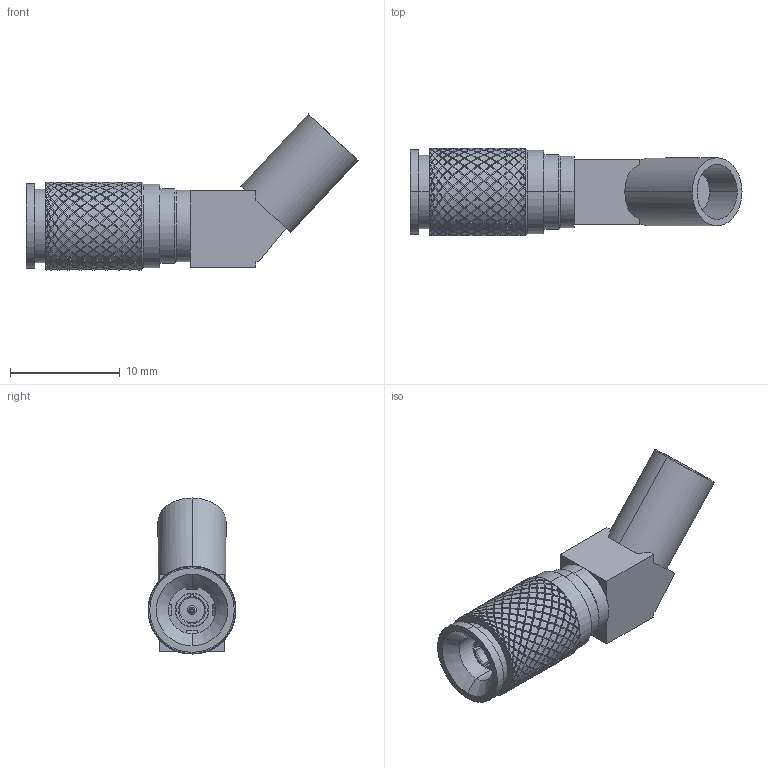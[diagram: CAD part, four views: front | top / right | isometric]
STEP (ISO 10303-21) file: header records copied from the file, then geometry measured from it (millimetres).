
FILE_DESCRIPTION((''),'2;1');
FILE_NAME('PRT0001','2021-09-09T',('Administrator'),(''),'PRO/ENGINEER BY PARAMETRIC TECHNOLOGY CORPORATION, 2012090','PRO/ENGINEER BY PARAMETRIC TECHNOLOGY CORPORATION, 2012090','');
FILE_SCHEMA(('CONFIG_CONTROL_DESIGN'));
Length unit declared in the file: millimetre
Products named in the file (1): PRT0001
Bounding box: 30.25 x 8 x 14.21 mm (x, y, z)
Volume: 1001.9 mm3; surface area: 1423 mm2
Topology: 1 solids, 1 shells, 3764 faces, 9037 edges, 5287 vertices
Faces by surface type: bspline 2858, cylinder 646, plane 222, cone 34, torus 4
Entity records: 254846 total; most frequent: CARTESIAN_POINT 191212, ORIENTED_EDGE 18074, EDGE_CURVE 9037, B_SPLINE_CURVE_WITH_KNOTS 7073, VERTEX_POINT 5287, DIRECTION 4211, EDGE_LOOP 3776, FACE_OUTER_BOUND 3764
